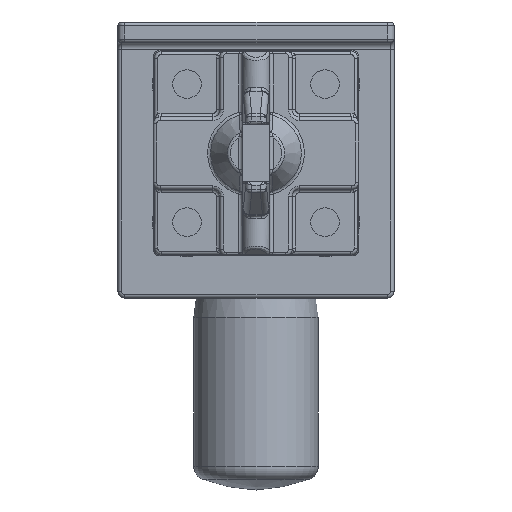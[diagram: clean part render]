
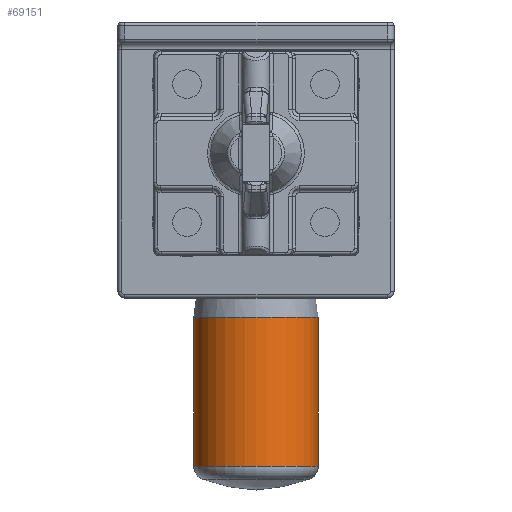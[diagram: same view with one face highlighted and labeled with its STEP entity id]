
A CAD part, left-side view. The second image highlights one B-rep face of the part: STEP entity #69151.
In plain terms, the highlighted cylindrical face has radius 9.01 mm (diameter 18.02 mm), a full revolution.
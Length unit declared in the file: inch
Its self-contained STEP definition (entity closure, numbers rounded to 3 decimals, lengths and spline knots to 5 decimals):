
#4611 = DIRECTION ( 'NONE',  ( -1., 0., 0. ) ) ;
#5786 = AXIS2_PLACEMENT_3D ( 'NONE', #46746, #39291, #4611 ) ;
#7061 = DIRECTION ( 'NONE',  ( 0., 0., -1. ) ) ;
#14035 = AXIS2_PLACEMENT_3D ( 'NONE', #22070, #76861, #63905 ) ;
#22070 = CARTESIAN_POINT ( 'NONE',  ( 6.1586, 2.16539, -1.20663 ) ) ;
#26389 = EDGE_LOOP ( 'NONE', ( #29430 ) ) ;
#27081 = EDGE_LOOP ( 'NONE', ( #50688 ) ) ;
#29430 = ORIENTED_EDGE ( 'NONE', *, *, #52490, .T. ) ;
#39291 = DIRECTION ( 'NONE',  ( 0., 0., 1. ) ) ;
#40248 = CARTESIAN_POINT ( 'NONE',  ( 6.1586, 2.16539, -1.6315 ) ) ;
#40896 = VERTEX_POINT ( 'NONE', #72777 ) ;
#44357 = AXIS2_PLACEMENT_3D ( 'NONE', #40248, #7061, #62018 ) ;
#45550 = FACE_OUTER_BOUND ( 'NONE', #27081, .T. ) ;
#46746 = CARTESIAN_POINT ( 'NONE',  ( 6.1586, 2.16539, -2.05638 ) ) ;
#50688 = ORIENTED_EDGE ( 'NONE', *, *, #81492, .T. ) ;
#50937 = CYLINDRICAL_SURFACE ( 'NONE', #44357, 0.35472 ) ;
#52490 = EDGE_CURVE ( 'NONE', #40896, #40896, #77813, .T. ) ;
#53671 = VERTEX_POINT ( 'NONE', #87754 ) ;
#62018 = DIRECTION ( 'NONE',  ( -1., 0., 0. ) ) ;
#63905 = DIRECTION ( 'NONE',  ( -1., 0., 0. ) ) ;
#66547 = CIRCLE ( 'NONE', #5786, 0.35472 ) ;
#69151 = ADVANCED_FACE ( 'NONE', ( #45550, #83101 ), #50937, .T. ) ;
#72777 = CARTESIAN_POINT ( 'NONE',  ( 5.80388, 2.16539, -1.20663 ) ) ;
#76861 = DIRECTION ( 'NONE',  ( 0., 0., -1. ) ) ;
#77813 = CIRCLE ( 'NONE', #14035, 0.35472 ) ;
#81492 = EDGE_CURVE ( 'NONE', #53671, #53671, #66547, .T. ) ;
#83101 = FACE_OUTER_BOUND ( 'NONE', #26389, .T. ) ;
#87754 = CARTESIAN_POINT ( 'NONE',  ( 5.80388, 2.16539, -2.05638 ) ) ;
